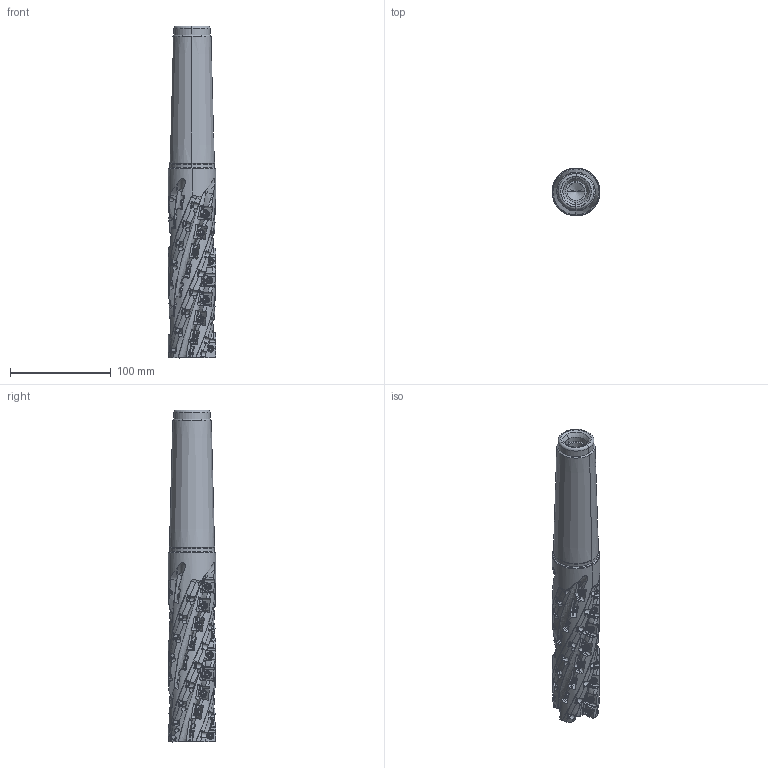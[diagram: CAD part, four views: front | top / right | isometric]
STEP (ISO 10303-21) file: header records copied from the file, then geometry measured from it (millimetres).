
FILE_DESCRIPTION(/* description */ (''),/* implementation_level */ '2;1');
FILE_NAME(/* name */ 'SPX4R05034MT5NM.stp',/* time_stamp */ '2017-10-05T11:54:10+09:00',/* author */ (''),/* organization */ (''),/* preprocessor_version */ 'ST-DEVELOPER v16',/* originating_system */ 'SIEMENS PLM Software NX 10.0',/* authorisation */ '');
FILE_SCHEMA (('AUTOMOTIVE_DESIGN { 1 0 10303 214 3 1 1 1 }'));
Length unit declared in the file: millimetre
Products named in the file (1): SPX4R05034MT5NM_ASM
Bounding box: 47.24 x 47.24 x 329.03 mm (x, y, z)
Volume: 394313.4 mm3; surface area: 76267.4 mm2
Topology: 35 solids, 35 shells, 2859 faces, 8562 edges, 5645 vertices
Faces by surface type: cylinder 1369, plane 590, torus 335, cone 298, bspline 132, sphere 132, extrusion 3
Entity records: 136744 total; most frequent: CARTESIAN_POINT 62093, ORIENTED_EDGE 16860, DIRECTION 14439, EDGE_CURVE 8430, AXIS2_PLACEMENT_3D 6088, VERTEX_POINT 5645, CIRCLE 3061, B_SPLINE_CURVE_WITH_KNOTS 2953
